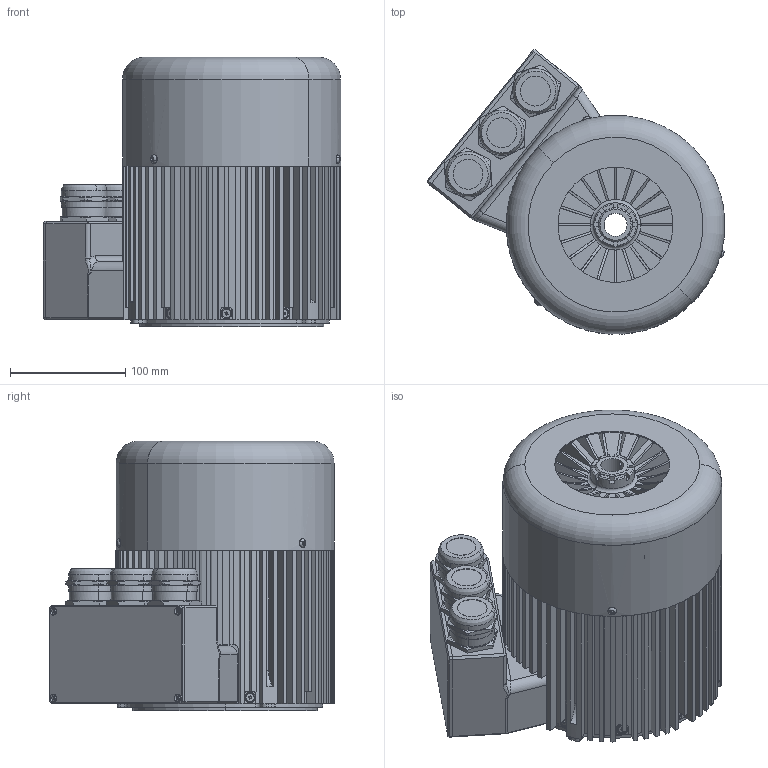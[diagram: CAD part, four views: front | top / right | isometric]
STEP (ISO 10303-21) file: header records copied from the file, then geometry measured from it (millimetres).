
FILE_DESCRIPTION (( 'STEP AP203' ), '1' );
FILE_NAME ('12 êÂò.STEP', '2019-05-30T06:04:56', ( '' ), ( '' ), 'SwSTEP 2.0', 'SolidWorks 2018', '' );
FILE_SCHEMA (( 'CONFIG_CONTROL_DESIGN' ));
Length unit declared in the file: millimetre
Products named in the file (1): 12 êÂò
Bounding box: 258.65 x 247.31 x 234 mm (x, y, z)
Volume: 2010554 mm3; surface area: 958275.9 mm2
Topology: 32 solids, 32 shells, 2191 faces, 5564 edges, 3439 vertices
Faces by surface type: plane 864, cylinder 641, cone 378, bspline 226, torus 76, sphere 6
Entity records: 70099 total; most frequent: CARTESIAN_POINT 19208, ORIENTED_EDGE 10912, DIRECTION 10236, EDGE_CURVE 5456, AXIS2_PLACEMENT_3D 3663, VERTEX_POINT 3439, VECTOR 2910, LINE 2910
